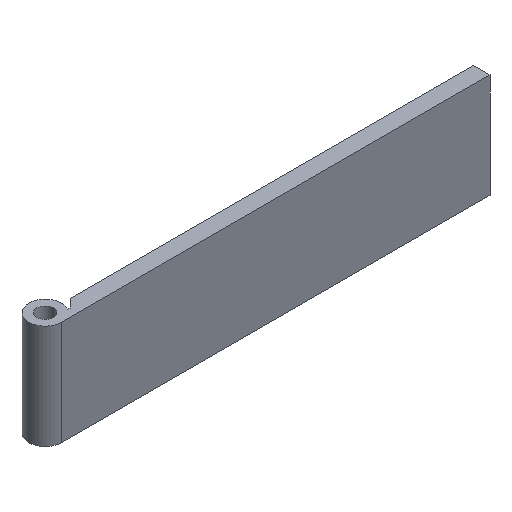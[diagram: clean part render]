
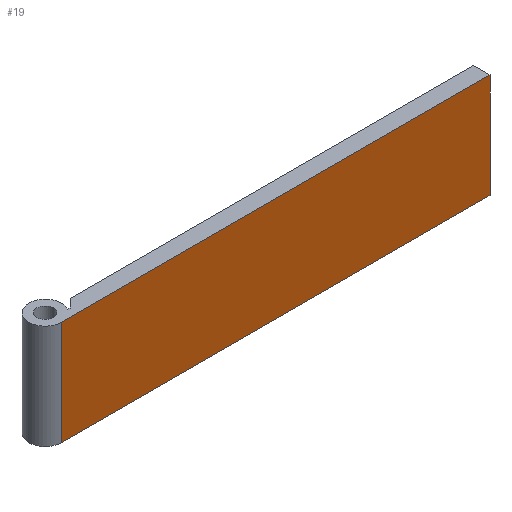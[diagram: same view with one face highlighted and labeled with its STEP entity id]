
A CAD part, isometric view. The second image highlights one B-rep face of the part: STEP entity #19.
In plain terms, the highlighted planar face has unit normal (0, -1, 0).
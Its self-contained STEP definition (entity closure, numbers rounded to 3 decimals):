
#6 = EDGE_CURVE ( 'NONE', #381, #385, #131, .T. ) ;
#16 = EDGE_CURVE ( 'NONE', #423, #385, #97, .T. ) ;
#18 = EDGE_CURVE ( 'NONE', #379, #381, #91, .T. ) ;
#19 = ADVANCED_FACE ( 'NONE', ( #272 ), #104, .F. ) ;
#42 = VECTOR ( 'NONE', #185, 1000. ) ;
#86 = DIRECTION ( 'NONE',  ( -1., 0., 0. ) ) ;
#87 = DIRECTION ( 'NONE',  ( 0., 1., 0. ) ) ;
#88 = CARTESIAN_POINT ( 'NONE',  ( 156., -6., 19. ) ) ;
#89 = DIRECTION ( 'NONE',  ( 1., 0., 0. ) ) ;
#90 = CARTESIAN_POINT ( 'NONE',  ( 156., -6., 19. ) ) ;
#91 = LINE ( 'NONE', #90, #286 ) ;
#95 = DIRECTION ( 'NONE',  ( 1., 0., 0. ) ) ;
#96 = CARTESIAN_POINT ( 'NONE',  ( 156., -6., -19. ) ) ;
#97 = LINE ( 'NONE', #96, #307 ) ;
#104 = PLANE ( 'NONE',  #309 ) ;
#129 = DIRECTION ( 'NONE',  ( 0., 0., -1. ) ) ;
#130 = CARTESIAN_POINT ( 'NONE',  ( 156., -6., 19. ) ) ;
#131 = LINE ( 'NONE', #130, #265 ) ;
#145 = EDGE_LOOP ( 'NONE', ( #449, #446, #443, #444 ) ) ;
#183 = LINE ( 'NONE', #184, #42 ) ;
#184 = CARTESIAN_POINT ( 'NONE',  ( 0., -6., 19. ) ) ;
#185 = DIRECTION ( 'NONE',  ( 0., 0., -1. ) ) ;
#211 = CARTESIAN_POINT ( 'NONE',  ( 0., -6., 19. ) ) ;
#213 = CARTESIAN_POINT ( 'NONE',  ( 156., -6., 19. ) ) ;
#215 = CARTESIAN_POINT ( 'NONE',  ( 156., -6., -19. ) ) ;
#265 = VECTOR ( 'NONE', #129, 1000. ) ;
#272 = FACE_OUTER_BOUND ( 'NONE', #145, .T. ) ;
#286 = VECTOR ( 'NONE', #89, 1000. ) ;
#307 = VECTOR ( 'NONE', #95, 1000. ) ;
#309 = AXIS2_PLACEMENT_3D ( 'NONE', #88, #87, #86 ) ;
#353 = CARTESIAN_POINT ( 'NONE',  ( 0., -6., -19. ) ) ;
#367 = EDGE_CURVE ( 'NONE', #379, #423, #183, .T. ) ;
#379 = VERTEX_POINT ( 'NONE', #211 ) ;
#381 = VERTEX_POINT ( 'NONE', #213 ) ;
#385 = VERTEX_POINT ( 'NONE', #215 ) ;
#423 = VERTEX_POINT ( 'NONE', #353 ) ;
#443 = ORIENTED_EDGE ( 'NONE', *, *, #18, .F. ) ;
#444 = ORIENTED_EDGE ( 'NONE', *, *, #367, .T. ) ;
#446 = ORIENTED_EDGE ( 'NONE', *, *, #6, .F. ) ;
#449 = ORIENTED_EDGE ( 'NONE', *, *, #16, .T. ) ;
